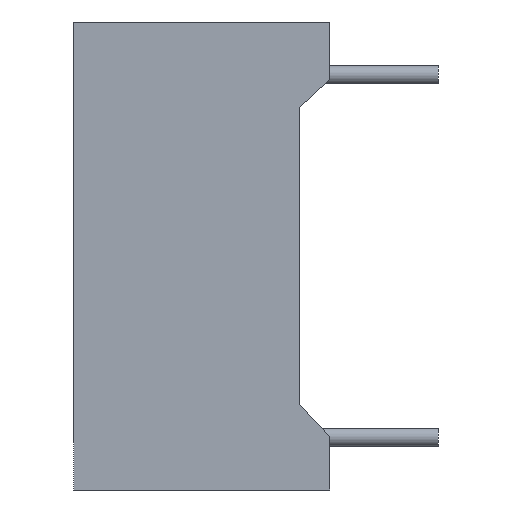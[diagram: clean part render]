
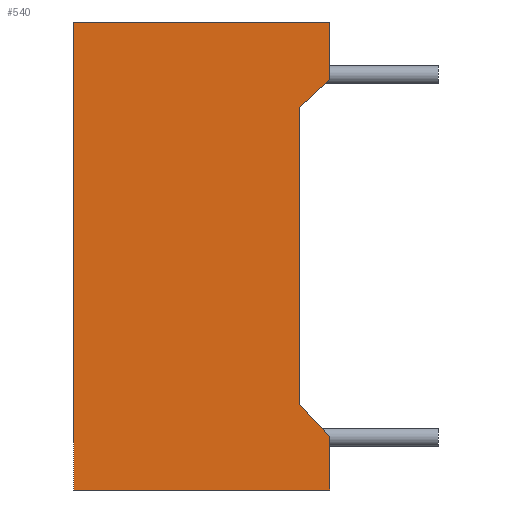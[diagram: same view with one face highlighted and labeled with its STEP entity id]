
A CAD part, left-side view. The second image highlights one B-rep face of the part: STEP entity #540.
In plain terms, the highlighted planar face has unit normal (-1, 0, 0).
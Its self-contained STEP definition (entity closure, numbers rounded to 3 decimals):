
#107 = VERTEX_POINT ( 'NONE', #5455 ) ;
#159 = CARTESIAN_POINT ( 'NONE',  ( 0., 0., -13.12 ) ) ;
#162 = VECTOR ( 'NONE', #8019, 1000. ) ;
#304 = ORIENTED_EDGE ( 'NONE', *, *, #4081, .T. ) ;
#540 = ADVANCED_FACE ( 'NONE', ( #2094 ), #1797, .T. ) ;
#728 = ORIENTED_EDGE ( 'NONE', *, *, #12541, .T. ) ;
#785 = EDGE_CURVE ( 'NONE', #10469, #1196, #9864, .T. ) ;
#925 = ORIENTED_EDGE ( 'NONE', *, *, #7241, .F. ) ;
#1196 = VERTEX_POINT ( 'NONE', #3134 ) ;
#1200 = DIRECTION ( 'NONE',  ( 0., 0., 1. ) ) ;
#1410 = VECTOR ( 'NONE', #5956, 1000. ) ;
#1717 = CARTESIAN_POINT ( 'NONE',  ( 0., -0.742, -12.43 ) ) ;
#1735 = ORIENTED_EDGE ( 'NONE', *, *, #785, .F. ) ;
#1755 = LINE ( 'NONE', #10253, #6327 ) ;
#1797 = PLANE ( 'NONE',  #4457 ) ;
#1973 = CARTESIAN_POINT ( 'NONE',  ( 0., 0., 0. ) ) ;
#2094 = FACE_OUTER_BOUND ( 'NONE', #6191, .T. ) ;
#2156 = ORIENTED_EDGE ( 'NONE', *, *, #12142, .T. ) ;
#2475 = DIRECTION ( 'NONE',  ( 0., 0., 1. ) ) ;
#2765 = CARTESIAN_POINT ( 'NONE',  ( 0., 0., -13.12 ) ) ;
#3057 = CARTESIAN_POINT ( 'NONE',  ( 0., 0.847, -13.12 ) ) ;
#3134 = CARTESIAN_POINT ( 'NONE',  ( 0., 7.18, 0. ) ) ;
#3176 = CARTESIAN_POINT ( 'NONE',  ( 0., 5.738, -6.945 ) ) ;
#3388 = VECTOR ( 'NONE', #7592, 1000. ) ;
#3437 = LINE ( 'NONE', #2765, #10911 ) ;
#3731 = DIRECTION ( 'NONE',  ( 0., -1., 0. ) ) ;
#3777 = VECTOR ( 'NONE', #4195, 1000. ) ;
#3958 = VERTEX_POINT ( 'NONE', #4439 ) ;
#4081 = EDGE_CURVE ( 'NONE', #3958, #4357, #5984, .T. ) ;
#4195 = DIRECTION ( 'NONE',  ( 0., 0., 1. ) ) ;
#4337 = CARTESIAN_POINT ( 'NONE',  ( 0., 0., -1.613 ) ) ;
#4357 = VERTEX_POINT ( 'NONE', #10416 ) ;
#4439 = CARTESIAN_POINT ( 'NONE',  ( 0., 0., -11.632 ) ) ;
#4457 = AXIS2_PLACEMENT_3D ( 'NONE', #159, #6994, #1200 ) ;
#4635 = EDGE_CURVE ( 'NONE', #4891, #107, #7953, .T. ) ;
#4661 = VECTOR ( 'NONE', #2475, 1000. ) ;
#4766 = CARTESIAN_POINT ( 'NONE',  ( 0., 7.18, -13.12 ) ) ;
#4891 = VERTEX_POINT ( 'NONE', #4337 ) ;
#4977 = VECTOR ( 'NONE', #7799, 1000. ) ;
#5455 = CARTESIAN_POINT ( 'NONE',  ( 0., 0.847, -2.4 ) ) ;
#5710 = ORIENTED_EDGE ( 'NONE', *, *, #11321, .T. ) ;
#5956 = DIRECTION ( 'NONE',  ( 0., 0., 1. ) ) ;
#5984 = LINE ( 'NONE', #1717, #3388 ) ;
#6154 = VERTEX_POINT ( 'NONE', #11374 ) ;
#6191 = EDGE_LOOP ( 'NONE', ( #7585, #11907, #925, #1735, #2156, #728, #304, #5710 ) ) ;
#6327 = VECTOR ( 'NONE', #11228, 1000. ) ;
#6477 = CARTESIAN_POINT ( 'NONE',  ( 0., 0., -13.12 ) ) ;
#6493 = EDGE_CURVE ( 'NONE', #4891, #6154, #8974, .T. ) ;
#6994 = DIRECTION ( 'NONE',  ( -1., 0., 0. ) ) ;
#7241 = EDGE_CURVE ( 'NONE', #1196, #6154, #7266, .T. ) ;
#7266 = LINE ( 'NONE', #1973, #4977 ) ;
#7585 = ORIENTED_EDGE ( 'NONE', *, *, #4635, .F. ) ;
#7592 = DIRECTION ( 'NONE',  ( 0., 0.681, 0.733 ) ) ;
#7799 = DIRECTION ( 'NONE',  ( 0., -1., 0. ) ) ;
#7953 = LINE ( 'NONE', #3176, #162 ) ;
#8019 = DIRECTION ( 'NONE',  ( 0., 0.733, -0.681 ) ) ;
#8073 = CARTESIAN_POINT ( 'NONE',  ( 0., 0., -13.12 ) ) ;
#8974 = LINE ( 'NONE', #8073, #3777 ) ;
#9507 = LINE ( 'NONE', #3057, #1410 ) ;
#9648 = VERTEX_POINT ( 'NONE', #6477 ) ;
#9864 = LINE ( 'NONE', #4766, #4661 ) ;
#10253 = CARTESIAN_POINT ( 'NONE',  ( 0., 0., -13.12 ) ) ;
#10416 = CARTESIAN_POINT ( 'NONE',  ( 0., 0.847, -10.72 ) ) ;
#10469 = VERTEX_POINT ( 'NONE', #12325 ) ;
#10911 = VECTOR ( 'NONE', #3731, 1000. ) ;
#11228 = DIRECTION ( 'NONE',  ( 0., 0., 1. ) ) ;
#11321 = EDGE_CURVE ( 'NONE', #4357, #107, #9507, .T. ) ;
#11374 = CARTESIAN_POINT ( 'NONE',  ( 0., 0., 0. ) ) ;
#11907 = ORIENTED_EDGE ( 'NONE', *, *, #6493, .T. ) ;
#12142 = EDGE_CURVE ( 'NONE', #10469, #9648, #3437, .T. ) ;
#12325 = CARTESIAN_POINT ( 'NONE',  ( 0., 7.18, -13.12 ) ) ;
#12541 = EDGE_CURVE ( 'NONE', #9648, #3958, #1755, .T. ) ;
